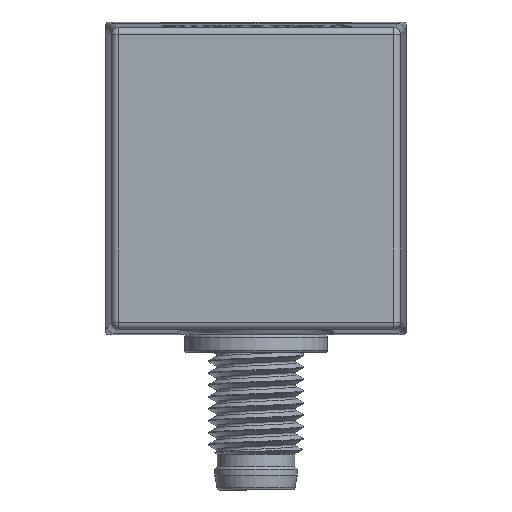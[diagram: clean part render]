
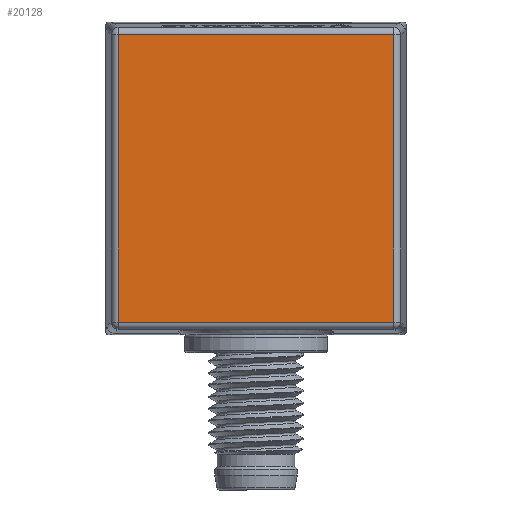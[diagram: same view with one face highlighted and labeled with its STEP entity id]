
A CAD part, front view. The second image highlights one B-rep face of the part: STEP entity #20128.
In plain terms, the highlighted planar face has unit normal (0, -1, 0).
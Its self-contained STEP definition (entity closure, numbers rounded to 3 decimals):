
#2121=FACE_OUTER_BOUND('',#3247,.T.);
#3247=EDGE_LOOP('',(#14156,#14157,#14158,#14159));
#4723=LINE('',#29945,#6486);
#4726=LINE('',#29960,#6489);
#4727=LINE('',#29962,#6490);
#4729=LINE('',#29965,#6492);
#6486=VECTOR('',#23096,23.078);
#6489=VECTOR('',#23117,24.078);
#6490=VECTOR('',#23120,23.078);
#6492=VECTOR('',#23124,24.078);
#8316=VERTEX_POINT('',#29936);
#8317=VERTEX_POINT('',#29940);
#8319=VERTEX_POINT('',#29948);
#8320=VERTEX_POINT('',#29955);
#10487=EDGE_CURVE('',#8316,#8317,#4723,.T.);
#10495=EDGE_CURVE('',#8317,#8320,#4726,.T.);
#10496=EDGE_CURVE('',#8320,#8319,#4727,.T.);
#10498=EDGE_CURVE('',#8319,#8316,#4729,.T.);
#14156=ORIENTED_EDGE('',*,*,#10487,.F.);
#14157=ORIENTED_EDGE('',*,*,#10498,.F.);
#14158=ORIENTED_EDGE('',*,*,#10496,.F.);
#14159=ORIENTED_EDGE('',*,*,#10495,.F.);
#18356=PLANE('',#21172);
#20128=ADVANCED_FACE('',(#2121),#18356,.T.);
#21172=AXIS2_PLACEMENT_3D('',#29988,#23138,#23139);
#23096=DIRECTION('',(-1.,0.,0.));
#23117=DIRECTION('',(0.,0.,1.));
#23120=DIRECTION('',(1.,0.,0.));
#23124=DIRECTION('',(0.,0.,-1.));
#23138=DIRECTION('center_axis',(0.,-1.,0.));
#23139=DIRECTION('ref_axis',(1.,0.,0.));
#29936=CARTESIAN_POINT('',(11.539,-48.5,-14.539));
#29940=CARTESIAN_POINT('',(-11.539,-48.5,-14.539));
#29945=CARTESIAN_POINT('',(6.3,-48.5,-14.539));
#29948=CARTESIAN_POINT('',(11.539,-48.5,9.539));
#29955=CARTESIAN_POINT('',(-11.539,-48.5,9.539));
#29960=CARTESIAN_POINT('',(-11.539,-48.5,-9.05));
#29962=CARTESIAN_POINT('',(-6.3,-48.5,9.539));
#29965=CARTESIAN_POINT('',(11.539,-48.5,4.05));
#29988=CARTESIAN_POINT('Origin',(0.,-48.5,
-2.5));
